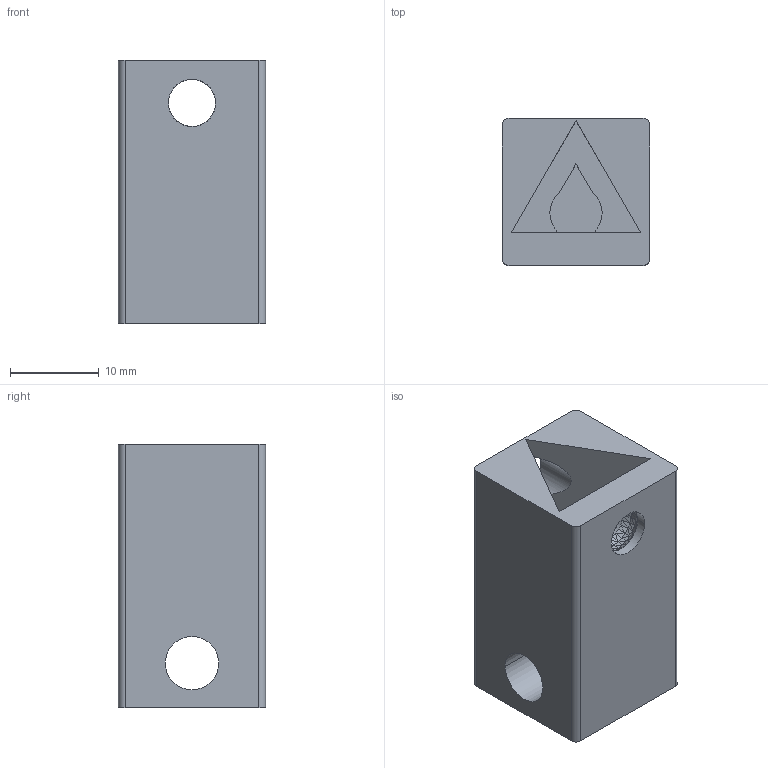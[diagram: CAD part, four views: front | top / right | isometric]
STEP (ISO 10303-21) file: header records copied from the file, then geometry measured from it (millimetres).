
FILE_DESCRIPTION (( 'STEP AP203' ), '1' );
FILE_NAME ('crank_shaft_5-1.step', '2023-07-13T23:07:41', ( '' ), ( '' ), 'SwSTEP 2.0', 'SolidWorks 2023', '' );
FILE_SCHEMA (( 'CONFIG_CONTROL_DESIGN' ));
Length unit declared in the file: millimetre
Products named in the file (1): crank_shaft_5-1
Bounding box: 16.55 x 16.55 x 29.63 mm (x, y, z)
Volume: 6020.9 mm3; surface area: 3508.9 mm2
Topology: 1 solids, 1 shells, 403 faces, 884 edges, 488 vertices
Faces by surface type: plane 358, bspline 33, cylinder 12
Entity records: 12435 total; most frequent: CARTESIAN_POINT 4265, ORIENTED_EDGE 1768, DIRECTION 1466, EDGE_CURVE 884, LINE 688, VECTOR 688, VERTEX_POINT 488, EDGE_LOOP 414
